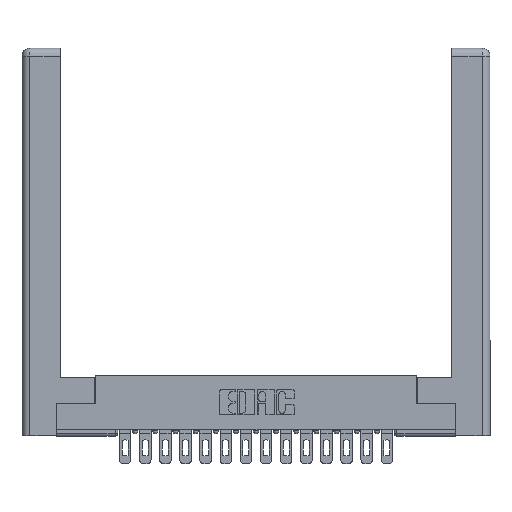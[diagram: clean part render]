
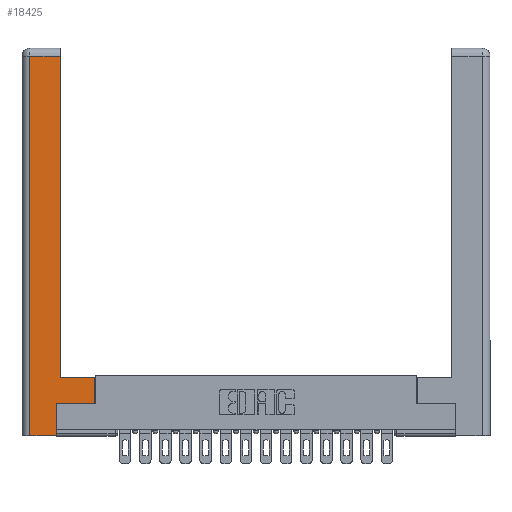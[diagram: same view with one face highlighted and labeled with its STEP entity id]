
A CAD part, top view. The second image highlights one B-rep face of the part: STEP entity #18425.
In plain terms, the highlighted planar face has unit normal (0, 0, 1).
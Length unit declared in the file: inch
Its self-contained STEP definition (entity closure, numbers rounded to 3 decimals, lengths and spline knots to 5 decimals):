
#154 = DIRECTION ( 'NONE',  ( -1., 0., 0. ) ) ;
#281 = CARTESIAN_POINT ( 'NONE',  ( 0.265, 0.245, 0. ) ) ;
#357 = CARTESIAN_POINT ( 'NONE',  ( 0.0615, 2.94, 0. ) ) ;
#554 = CARTESIAN_POINT ( 'NONE',  ( 0.295, 2.94, 0. ) ) ;
#692 = LINE ( 'NONE', #10730, #12440 ) ;
#708 = CARTESIAN_POINT ( 'NONE',  ( 0.265, 0., 0. ) ) ;
#1231 = CARTESIAN_POINT ( 'NONE',  ( 0.565, 0.245, 0. ) ) ;
#2205 = ORIENTED_EDGE ( 'NONE', *, *, #13807, .T. ) ;
#2383 = CARTESIAN_POINT ( 'NONE',  ( 0.565, 0.45, 0. ) ) ;
#3046 = VECTOR ( 'NONE', #11152, 39.37008 ) ;
#3254 = VERTEX_POINT ( 'NONE', #2383 ) ;
#3313 = PLANE ( 'NONE',  #3696 ) ;
#3524 = CARTESIAN_POINT ( 'NONE',  ( 0.0615, 0., 0. ) ) ;
#3696 = AXIS2_PLACEMENT_3D ( 'NONE', #16599, #6182, #12223 ) ;
#3836 = EDGE_LOOP ( 'NONE', ( #9151, #12775, #3838, #9258, #2205, #7185, #18710, #4025 ) ) ;
#3838 = ORIENTED_EDGE ( 'NONE', *, *, #18033, .T. ) ;
#4025 = ORIENTED_EDGE ( 'NONE', *, *, #17189, .T. ) ;
#4846 = VERTEX_POINT ( 'NONE', #554 ) ;
#4955 = DIRECTION ( 'NONE',  ( 0., 1., 0. ) ) ;
#4972 = VECTOR ( 'NONE', #14121, 39.37008 ) ;
#5328 = CARTESIAN_POINT ( 'NONE',  ( 0.265, 0., 0. ) ) ;
#5658 = CARTESIAN_POINT ( 'NONE',  ( 0.0615, 2.94, 0. ) ) ;
#6182 = DIRECTION ( 'NONE',  ( 0., 0., -1. ) ) ;
#6669 = DIRECTION ( 'NONE',  ( 0., -1., 0. ) ) ;
#6737 = CARTESIAN_POINT ( 'NONE',  ( 0.295, 0.45, 0. ) ) ;
#6807 = CARTESIAN_POINT ( 'NONE',  ( 0.295, 0.45, 0. ) ) ;
#7048 = DIRECTION ( 'NONE',  ( 1., 0., 0. ) ) ;
#7185 = ORIENTED_EDGE ( 'NONE', *, *, #18224, .T. ) ;
#7319 = LINE ( 'NONE', #13066, #10179 ) ;
#7587 = EDGE_CURVE ( 'NONE', #8615, #15881, #12416, .T. ) ;
#7812 = CARTESIAN_POINT ( 'NONE',  ( 0.295, 3., 0. ) ) ;
#7958 = VECTOR ( 'NONE', #6669, 39.37008 ) ;
#8615 = VERTEX_POINT ( 'NONE', #9257 ) ;
#8857 = EDGE_CURVE ( 'NONE', #14665, #3254, #7319, .T. ) ;
#9151 = ORIENTED_EDGE ( 'NONE', *, *, #15400, .T. ) ;
#9257 = CARTESIAN_POINT ( 'NONE',  ( 0.0615, 0., 0. ) ) ;
#9258 = ORIENTED_EDGE ( 'NONE', *, *, #7587, .T. ) ;
#9356 = LINE ( 'NONE', #3524, #7958 ) ;
#9437 = LINE ( 'NONE', #7812, #15816 ) ;
#10008 = LINE ( 'NONE', #357, #16667 ) ;
#10179 = VECTOR ( 'NONE', #14487, 39.37008 ) ;
#10730 = CARTESIAN_POINT ( 'NONE',  ( 0.265, 0.245, 0. ) ) ;
#11152 = DIRECTION ( 'NONE',  ( -1., 0., 0. ) ) ;
#11682 = EDGE_CURVE ( 'NONE', #4846, #16020, #10008, .T. ) ;
#12223 = DIRECTION ( 'NONE',  ( -1., 0., 0. ) ) ;
#12272 = DIRECTION ( 'NONE',  ( 0., 1., 0. ) ) ;
#12416 = LINE ( 'NONE', #5328, #4972 ) ;
#12440 = VECTOR ( 'NONE', #12272, 39.37008 ) ;
#12775 = ORIENTED_EDGE ( 'NONE', *, *, #11682, .T. ) ;
#13066 = CARTESIAN_POINT ( 'NONE',  ( 0.565, 0.45, 0. ) ) ;
#13807 = EDGE_CURVE ( 'NONE', #15881, #17894, #692, .T. ) ;
#14121 = DIRECTION ( 'NONE',  ( 1., 0., 0. ) ) ;
#14305 = LINE ( 'NONE', #1231, #15619 ) ;
#14487 = DIRECTION ( 'NONE',  ( 0., 1., 0. ) ) ;
#14640 = VERTEX_POINT ( 'NONE', #6807 ) ;
#14665 = VERTEX_POINT ( 'NONE', #17049 ) ;
#15400 = EDGE_CURVE ( 'NONE', #14640, #4846, #9437, .T. ) ;
#15619 = VECTOR ( 'NONE', #7048, 39.37008 ) ;
#15816 = VECTOR ( 'NONE', #4955, 39.37008 ) ;
#15881 = VERTEX_POINT ( 'NONE', #708 ) ;
#16020 = VERTEX_POINT ( 'NONE', #5658 ) ;
#16599 = CARTESIAN_POINT ( 'NONE',  ( 0., 0., 0. ) ) ;
#16667 = VECTOR ( 'NONE', #154, 39.37008 ) ;
#16788 = LINE ( 'NONE', #6737, #3046 ) ;
#17049 = CARTESIAN_POINT ( 'NONE',  ( 0.565, 0.245, 0. ) ) ;
#17189 = EDGE_CURVE ( 'NONE', #3254, #14640, #16788, .T. ) ;
#17894 = VERTEX_POINT ( 'NONE', #281 ) ;
#18033 = EDGE_CURVE ( 'NONE', #16020, #8615, #9356, .T. ) ;
#18042 = FACE_OUTER_BOUND ( 'NONE', #3836, .T. ) ;
#18224 = EDGE_CURVE ( 'NONE', #17894, #14665, #14305, .T. ) ;
#18425 = ADVANCED_FACE ( 'NONE', ( #18042 ), #3313, .F. ) ;
#18710 = ORIENTED_EDGE ( 'NONE', *, *, #8857, .T. ) ;
